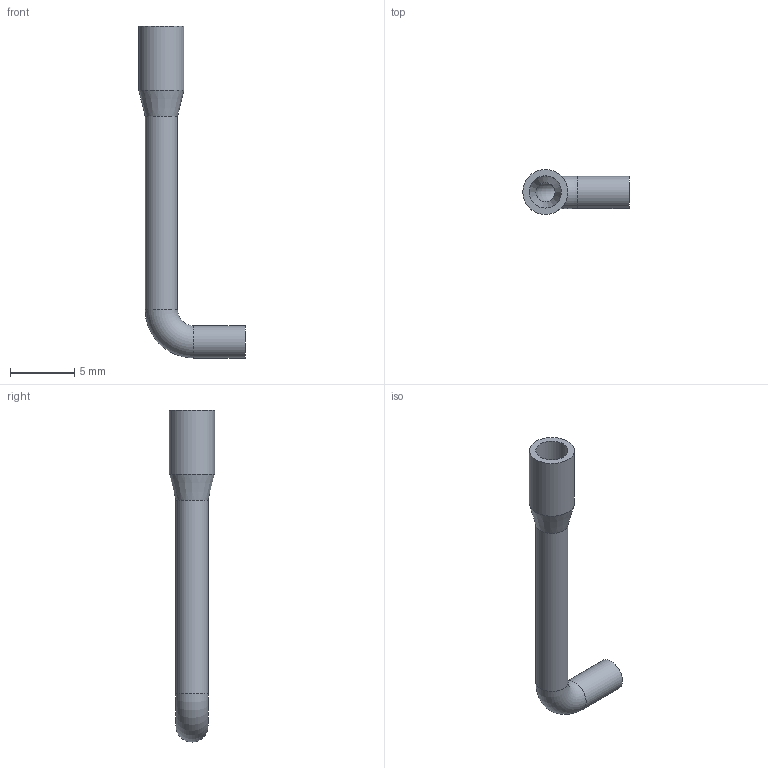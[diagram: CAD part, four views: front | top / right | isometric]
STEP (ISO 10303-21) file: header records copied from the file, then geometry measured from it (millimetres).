
FILE_DESCRIPTION(/* description */ (''),/* implementation_level */ '2;1');
FILE_NAME(/* name */ 'Tube.step',/* time_stamp */ '2020-04-09T17:00:06+02:00',/* author */ (''),/* organization */ (''),/* preprocessor_version */ 'ST-DEVELOPER v18',/* originating_system */ 'Autodesk Translation Framework v8.12.0.6',/* authorisation */ '');
FILE_SCHEMA (('AUTOMOTIVE_DESIGN { 1 0 10303 214 3 1 1 }'));
Length unit declared in the file: millimetre
Products named in the file (1): FusionComponent
Bounding box: 8.25 x 3.5 x 25.75 mm (x, y, z)
Volume: 103.4 mm3; surface area: 422.6 mm2
Topology: 1 solids, 1 shells, 12 faces, 33 edges, 23 vertices
Faces by surface type: cylinder 6, cone 2, plane 2, torus 2
Full cylindrical faces by diameter (mm): 1.5 x2, 2.5 x3, 3.5 x1
Entity records: 450 total; most frequent: DIRECTION 84, CARTESIAN_POINT 69, ORIENTED_EDGE 66, AXIS2_PLACEMENT_3D 38, EDGE_CURVE 33, CIRCLE 25, VERTEX_POINT 23, EDGE_LOOP 14
